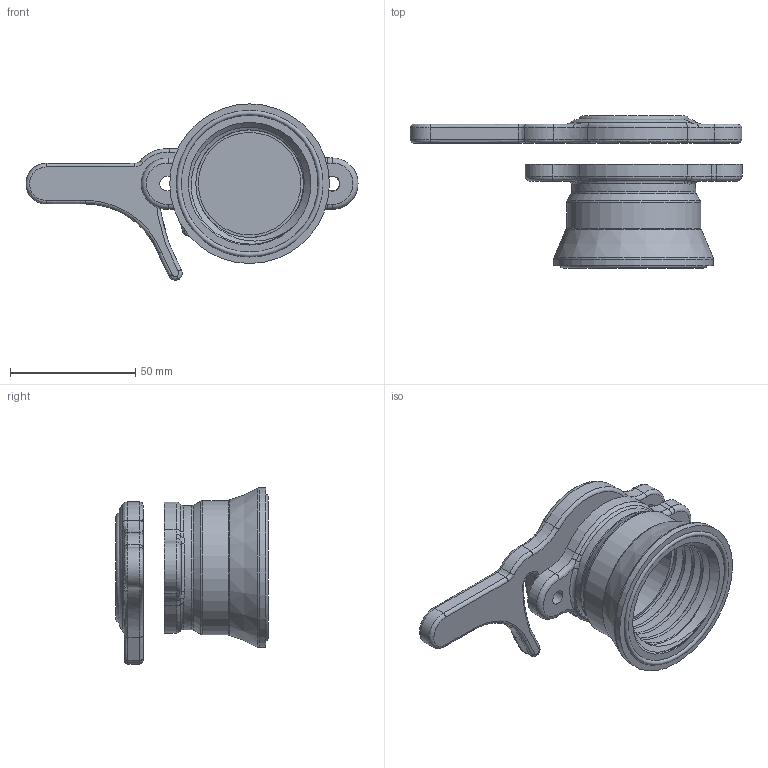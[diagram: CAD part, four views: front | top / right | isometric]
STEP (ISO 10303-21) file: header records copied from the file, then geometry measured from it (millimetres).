
FILE_DESCRIPTION(/* description */ (''),/* implementation_level */ '2;1');
FILE_NAME(/* name */ 'Hahn.step',/* time_stamp */ '2020-08-15T11:07:50+02:00',/* author */ (''),/* organization */ (''),/* preprocessor_version */ 'ST-DEVELOPER v18.1',/* originating_system */ 'Autodesk Translation Framework v9.3.0.1241',/* authorisation */ '');
FILE_SCHEMA (('AUTOMOTIVE_DESIGN { 1 0 10303 214 3 1 1 }'));
Length unit declared in the file: millimetre
Products named in the file (1): Quetschhahn pet
Bounding box: 132.46 x 60.65 x 70.33 mm (x, y, z)
Volume: 73028.1 mm3; surface area: 31001.9 mm2
Topology: 3 solids, 3 shells, 148 faces, 352 edges, 211 vertices
Faces by surface type: bspline 62, cylinder 44, torus 24, plane 15, cone 3
Full cylindrical faces by diameter (mm): 5.8 x2, 6 x1, 40.9 x1, 42.942 x3, 48.529 x4, 49.5 x1, 53.5 x1, 63.7 x1
Entity records: 9052 total; most frequent: CARTESIAN_POINT 6099, ORIENTED_EDGE 704, DIRECTION 430, EDGE_CURVE 352, VERTEX_POINT 211, B_SPLINE_CURVE_WITH_KNOTS 199, AXIS2_PLACEMENT_3D 190, EDGE_LOOP 159
